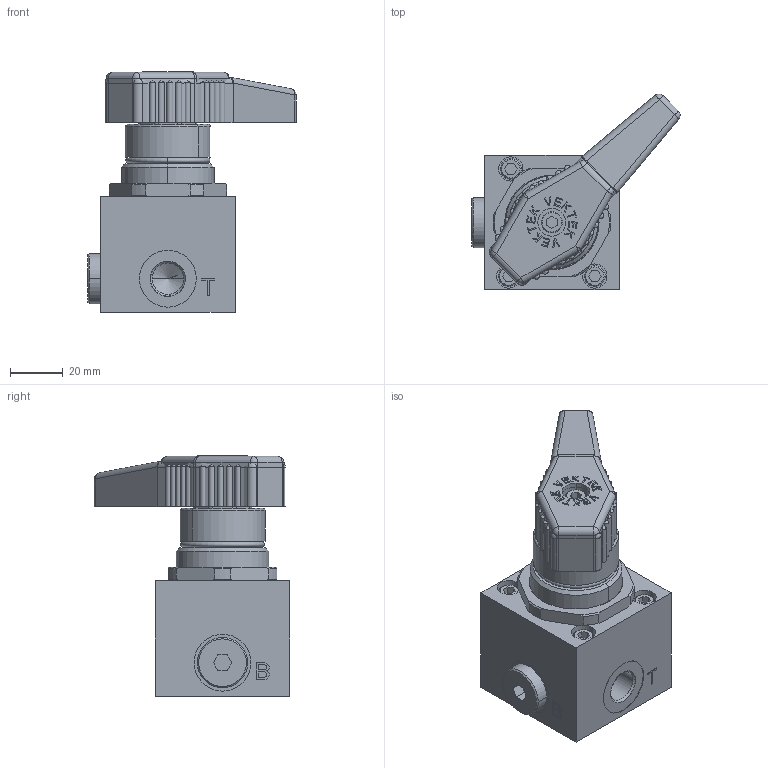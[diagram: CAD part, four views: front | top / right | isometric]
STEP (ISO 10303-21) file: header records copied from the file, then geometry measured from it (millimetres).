
FILE_DESCRIPTION((''),'2;1');
FILE_NAME('ILCMV47114225','2021-02-10T',('npeters'),(''),'PRO/ENGINEER BY PARAMETRIC TECHNOLOGY CORPORATION, 2013320','PRO/ENGINEER BY PARAMETRIC TECHNOLOGY CORPORATION, 2013320','');
FILE_SCHEMA(('AP203_CONFIGURATION_CONTROLLED_3D_DESIGN_OF_MECHANICAL_PARTS_AND_ASSEMBLIES_MIM_LF { 1 0 10303 403 2 1 2 }'));
Length unit declared in the file: inch
Products named in the file (6): ILCMV47114225_BASE; ILCMV47114225_ADAPTER; 87114013; 85600903; 85600902; ILCMV47114225
Assembly tree (5 placements, depth 2):
  ILCMV47114225
    ILCMV47114225_BASE
    ILCMV47114225_ADAPTER
    87114013
    85600903
    85600902
Bounding box: 78.69 x 73.87 x 90.93 mm (x, y, z)
Volume: 165468.2 mm3; surface area: 50392.1 mm2
Topology: 6 solids, 20 shells, 1735 faces, 4744 edges, 3122 vertices
Faces by surface type: plane 1401, cylinder 218, cone 88, torus 14, sphere 14
Entity records: 67862 total; most frequent: CARTESIAN_POINT 10156, ORIENTED_EDGE 9378, DIRECTION 8983, EDGE_CURVE 4715, VECTOR 4209, LINE 4209, PRESENTATION_STYLE_ASSIGNMENT 4034, STYLED_ITEM 4022
